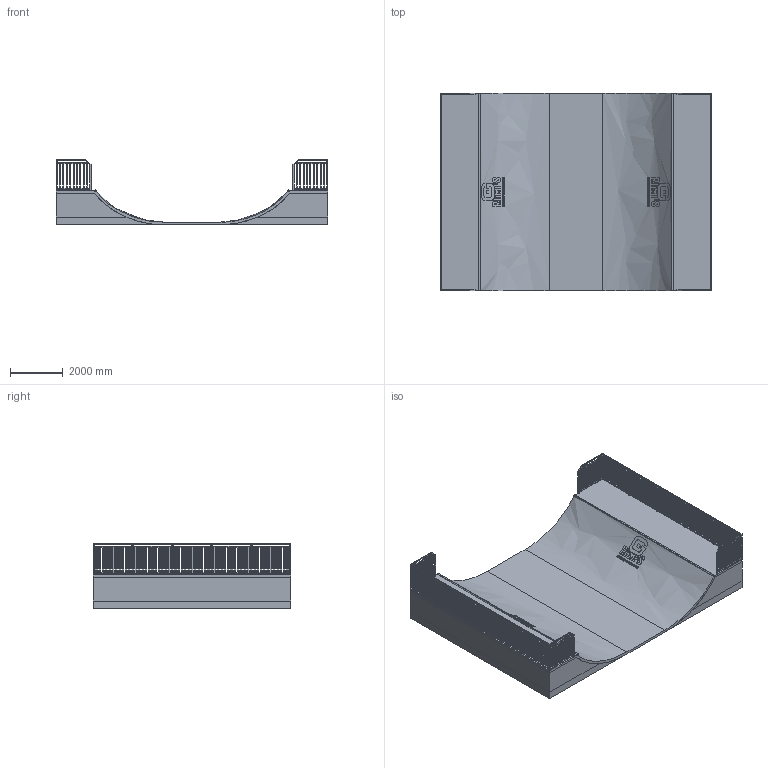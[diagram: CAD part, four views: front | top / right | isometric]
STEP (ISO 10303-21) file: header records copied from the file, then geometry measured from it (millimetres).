
FILE_DESCRIPTION(/* description */ (''),/* implementation_level */ '2;1');
FILE_NAME(/* name */ 'GRAMPS_H120_W750.stp',/* time_stamp */ '2024-07-06T17:38:24+02:00',/* author */ ('muc30'),/* organization */ (''),/* preprocessor_version */ 'ST-DEVELOPER v17',/* originating_system */ 'Autodesk Inventor 2019',/* authorisation */ '');
FILE_SCHEMA (('AUTOMOTIVE_DESIGN { 1 0 10303 214 3 1 1 }'));
Products named in the file (12): GRAMPS_H120_W750; GRAMPS_H120_W7501; GRAMPS_H120_W7502; GRAMPS_H120_W7503; GRAMPS_H120_W7504; GRAMPS_H120_W7505; GRAMPS_H120_W7506; GRAMPS_H120_W7507; GRAMPS_H120_W7508; GRAMPS_H120_W7509; GRAMPS_H120_W75010; GRAMPS_H120_W75011
Assembly tree (11 placements, depth 2):
  GRAMPS_H120_W750
    GRAMPS_H120_W7501
    GRAMPS_H120_W7502
    GRAMPS_H120_W7503
    GRAMPS_H120_W7504
    GRAMPS_H120_W7505
    GRAMPS_H120_W7506
    GRAMPS_H120_W7507
    GRAMPS_H120_W7508
    GRAMPS_H120_W7509
    GRAMPS_H120_W75010
    GRAMPS_H120_W75011
Bounding box: 10325.12 x 7500 x 2500 mm (x, y, z)
Volume: 49302111166.2 mm3; surface area: 458120964.4 mm2
Topology: 63 solids, 63 shells, 4288 faces, 12480 edges, 8302 vertices
Faces by surface type: plane 4122, cylinder 94, bspline 72
Full cylindrical faces by diameter (mm): 60 x2
Entity records: 147287 total; most frequent: CARTESIAN_POINT 33349, ORIENTED_EDGE 24960, DIRECTION 22204, EDGE_CURVE 12480, VERTEX_POINT 8302, LINE 7666, VECTOR 7666, AXIS2_PLACEMENT_3D 7269
